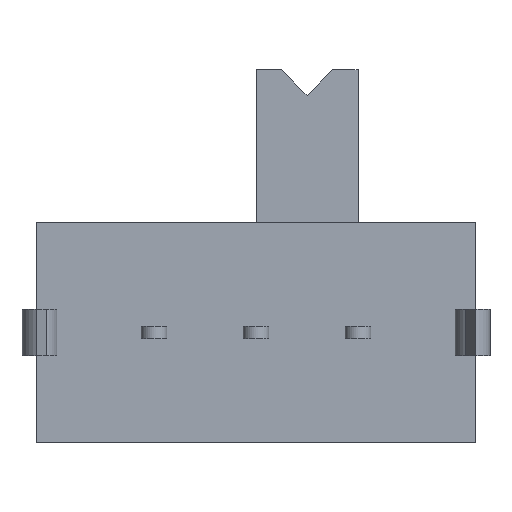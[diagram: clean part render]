
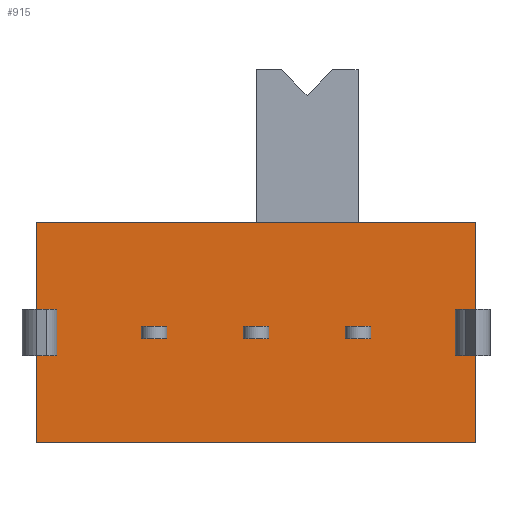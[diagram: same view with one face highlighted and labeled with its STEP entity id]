
A CAD part, front view. The second image highlights one B-rep face of the part: STEP entity #915.
In plain terms, the highlighted planar face has unit normal (0, -1, 0).
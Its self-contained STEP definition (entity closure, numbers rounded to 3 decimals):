
#36=FACE_BOUND('',#120,.T.);
#37=FACE_BOUND('',#121,.T.);
#38=FACE_BOUND('',#122,.T.);
#70=FACE_OUTER_BOUND('',#119,.T.);
#119=EDGE_LOOP('',(#631,#632,#633,#634,#635,#636,#637,#638,#639,#640,#641,
#642));
#120=EDGE_LOOP('',(#643,#644,#645,#646));
#121=EDGE_LOOP('',(#647,#648,#649,#650));
#122=EDGE_LOOP('',(#651,#652,#653,#654));
#171=LINE('',#1315,#271);
#188=LINE('',#1355,#288);
#190=LINE('',#1359,#290);
#194=LINE('',#1367,#294);
#195=LINE('',#1369,#295);
#196=LINE('',#1371,#296);
#197=LINE('',#1373,#297);
#198=LINE('',#1375,#298);
#199=LINE('',#1377,#299);
#200=LINE('',#1378,#300);
#201=LINE('',#1380,#301);
#202=LINE('',#1381,#302);
#203=LINE('',#1384,#303);
#204=LINE('',#1386,#304);
#205=LINE('',#1388,#305);
#206=LINE('',#1389,#306);
#207=LINE('',#1392,#307);
#208=LINE('',#1394,#308);
#209=LINE('',#1396,#309);
#210=LINE('',#1397,#310);
#211=LINE('',#1400,#311);
#212=LINE('',#1402,#312);
#213=LINE('',#1404,#313);
#214=LINE('',#1405,#314);
#271=VECTOR('',#1053,8.6);
#288=VECTOR('',#1096,1.695);
#290=VECTOR('',#1098,1.695);
#294=VECTOR('',#1104,0.4);
#295=VECTOR('',#1105,8.6);
#296=VECTOR('',#1106,1.695);
#297=VECTOR('',#1107,0.4);
#298=VECTOR('',#1108,0.91);
#299=VECTOR('',#1109,0.4);
#300=VECTOR('',#1110,1.695);
#301=VECTOR('',#1111,0.4);
#302=VECTOR('',#1112,0.91);
#303=VECTOR('',#1113,0.5);
#304=VECTOR('',#1114,0.24);
#305=VECTOR('',#1115,0.5);
#306=VECTOR('',#1116,0.24);
#307=VECTOR('',#1117,0.5);
#308=VECTOR('',#1118,0.24);
#309=VECTOR('',#1119,0.5);
#310=VECTOR('',#1120,0.24);
#311=VECTOR('',#1121,0.24);
#312=VECTOR('',#1122,0.5);
#313=VECTOR('',#1123,0.24);
#314=VECTOR('',#1124,0.5);
#370=VERTEX_POINT('',#1312);
#371=VERTEX_POINT('',#1314);
#381=VERTEX_POINT('',#1354);
#382=VERTEX_POINT('',#1356);
#383=VERTEX_POINT('',#1358);
#386=VERTEX_POINT('',#1366);
#387=VERTEX_POINT('',#1368);
#388=VERTEX_POINT('',#1370);
#389=VERTEX_POINT('',#1372);
#390=VERTEX_POINT('',#1374);
#391=VERTEX_POINT('',#1376);
#392=VERTEX_POINT('',#1379);
#393=VERTEX_POINT('',#1382);
#394=VERTEX_POINT('',#1383);
#395=VERTEX_POINT('',#1385);
#396=VERTEX_POINT('',#1387);
#397=VERTEX_POINT('',#1390);
#398=VERTEX_POINT('',#1391);
#399=VERTEX_POINT('',#1393);
#400=VERTEX_POINT('',#1395);
#401=VERTEX_POINT('',#1398);
#402=VERTEX_POINT('',#1399);
#403=VERTEX_POINT('',#1401);
#404=VERTEX_POINT('',#1403);
#453=EDGE_CURVE('',#370,#371,#171,.T.);
#473=EDGE_CURVE('',#370,#381,#188,.T.);
#475=EDGE_CURVE('',#383,#382,#190,.T.);
#479=EDGE_CURVE('',#383,#386,#194,.T.);
#480=EDGE_CURVE('',#382,#387,#195,.T.);
#481=EDGE_CURVE('',#388,#387,#196,.T.);
#482=EDGE_CURVE('',#388,#389,#197,.T.);
#483=EDGE_CURVE('',#389,#390,#198,.T.);
#484=EDGE_CURVE('',#391,#390,#199,.T.);
#485=EDGE_CURVE('',#371,#391,#200,.T.);
#486=EDGE_CURVE('',#381,#392,#201,.T.);
#487=EDGE_CURVE('',#386,#392,#202,.T.);
#488=EDGE_CURVE('',#393,#394,#203,.T.);
#489=EDGE_CURVE('',#395,#393,#204,.T.);
#490=EDGE_CURVE('',#396,#395,#205,.T.);
#491=EDGE_CURVE('',#394,#396,#206,.T.);
#492=EDGE_CURVE('',#397,#398,#207,.T.);
#493=EDGE_CURVE('',#399,#397,#208,.T.);
#494=EDGE_CURVE('',#400,#399,#209,.T.);
#495=EDGE_CURVE('',#398,#400,#210,.T.);
#496=EDGE_CURVE('',#401,#402,#211,.T.);
#497=EDGE_CURVE('',#403,#401,#212,.T.);
#498=EDGE_CURVE('',#404,#403,#213,.T.);
#499=EDGE_CURVE('',#402,#404,#214,.T.);
#631=ORIENTED_EDGE('',*,*,#479,.F.);
#632=ORIENTED_EDGE('',*,*,#475,.T.);
#633=ORIENTED_EDGE('',*,*,#480,.T.);
#634=ORIENTED_EDGE('',*,*,#481,.F.);
#635=ORIENTED_EDGE('',*,*,#482,.T.);
#636=ORIENTED_EDGE('',*,*,#483,.T.);
#637=ORIENTED_EDGE('',*,*,#484,.F.);
#638=ORIENTED_EDGE('',*,*,#485,.F.);
#639=ORIENTED_EDGE('',*,*,#453,.F.);
#640=ORIENTED_EDGE('',*,*,#473,.T.);
#641=ORIENTED_EDGE('',*,*,#486,.T.);
#642=ORIENTED_EDGE('',*,*,#487,.F.);
#643=ORIENTED_EDGE('',*,*,#488,.F.);
#644=ORIENTED_EDGE('',*,*,#489,.F.);
#645=ORIENTED_EDGE('',*,*,#490,.F.);
#646=ORIENTED_EDGE('',*,*,#491,.F.);
#647=ORIENTED_EDGE('',*,*,#492,.F.);
#648=ORIENTED_EDGE('',*,*,#493,.F.);
#649=ORIENTED_EDGE('',*,*,#494,.F.);
#650=ORIENTED_EDGE('',*,*,#495,.F.);
#651=ORIENTED_EDGE('',*,*,#496,.F.);
#652=ORIENTED_EDGE('',*,*,#497,.F.);
#653=ORIENTED_EDGE('',*,*,#498,.F.);
#654=ORIENTED_EDGE('',*,*,#499,.F.);
#829=PLANE('',#975);
#915=ADVANCED_FACE('',(#70,#36,#37,#38),#829,.T.);
#975=AXIS2_PLACEMENT_3D('',#1365,#1102,#1103);
#1053=DIRECTION('',(1.,0.,0.));
#1096=DIRECTION('',(0.,0.,-1.));
#1098=DIRECTION('',(0.,0.,-1.));
#1102=DIRECTION('center_axis',(0.,-1.,0.));
#1103=DIRECTION('ref_axis',(0.,0.,-1.));
#1104=DIRECTION('',(1.,0.,0.));
#1105=DIRECTION('',(1.,0.,0.));
#1106=DIRECTION('',(0.,0.,-1.));
#1107=DIRECTION('',(-1.,0.,0.));
#1108=DIRECTION('',(0.,0.,1.));
#1109=DIRECTION('',(-1.,0.,0.));
#1110=DIRECTION('',(0.,0.,-1.));
#1111=DIRECTION('',(1.,0.,0.));
#1112=DIRECTION('',(0.,0.,1.));
#1113=DIRECTION('',(-1.,0.,0.));
#1114=DIRECTION('',(0.,0.,1.));
#1115=DIRECTION('',(1.,0.,0.));
#1116=DIRECTION('',(0.,0.,-1.));
#1117=DIRECTION('',(-1.,0.,0.));
#1118=DIRECTION('',(0.,0.,1.));
#1119=DIRECTION('',(1.,0.,0.));
#1120=DIRECTION('',(0.,0.,-1.));
#1121=DIRECTION('',(0.,0.,-1.));
#1122=DIRECTION('',(-1.,0.,0.));
#1123=DIRECTION('',(0.,0.,1.));
#1124=DIRECTION('',(1.,0.,0.));
#1312=CARTESIAN_POINT('',(-4.3,-2.,0.));
#1314=CARTESIAN_POINT('',(4.3,-2.,0.));
#1315=CARTESIAN_POINT('',(-4.3,-2.,0.));
#1354=CARTESIAN_POINT('',(-4.3,-2.,-1.695));
#1355=CARTESIAN_POINT('',(-4.3,-2.,0.));
#1356=CARTESIAN_POINT('',(-4.3,-2.,-4.3));
#1358=CARTESIAN_POINT('',(-4.3,-2.,-2.605));
#1359=CARTESIAN_POINT('',(-4.3,-2.,-2.605));
#1365=CARTESIAN_POINT('Origin',(-4.3,-2.,0.));
#1366=CARTESIAN_POINT('',(-3.9,-2.,-2.605));
#1367=CARTESIAN_POINT('',(-4.3,-2.,-2.605));
#1368=CARTESIAN_POINT('',(4.3,-2.,-4.3));
#1369=CARTESIAN_POINT('',(-4.3,-2.,-4.3));
#1370=CARTESIAN_POINT('',(4.3,-2.,-2.605));
#1371=CARTESIAN_POINT('',(4.3,-2.,-2.605));
#1372=CARTESIAN_POINT('',(3.9,-2.,-2.605));
#1373=CARTESIAN_POINT('',(4.3,-2.,-2.605));
#1374=CARTESIAN_POINT('',(3.9,-2.,-1.695));
#1375=CARTESIAN_POINT('',(3.9,-2.,-2.605));
#1376=CARTESIAN_POINT('',(4.3,-2.,-1.695));
#1377=CARTESIAN_POINT('',(4.3,-2.,-1.695));
#1378=CARTESIAN_POINT('',(4.3,-2.,0.));
#1379=CARTESIAN_POINT('',(-3.9,-2.,-1.695));
#1380=CARTESIAN_POINT('',(-4.3,-2.,-1.695));
#1381=CARTESIAN_POINT('',(-3.9,-2.,-2.605));
#1382=CARTESIAN_POINT('',(2.25,-2.,-2.03));
#1383=CARTESIAN_POINT('',(1.75,-2.,-2.03));
#1384=CARTESIAN_POINT('',(2.25,-2.,-2.03));
#1385=CARTESIAN_POINT('',(2.25,-2.,-2.27));
#1386=CARTESIAN_POINT('',(2.25,-2.,-2.27));
#1387=CARTESIAN_POINT('',(1.75,-2.,-2.27));
#1388=CARTESIAN_POINT('',(1.75,-2.,-2.27));
#1389=CARTESIAN_POINT('',(1.75,-2.,-2.03));
#1390=CARTESIAN_POINT('',(0.25,-2.,-2.03));
#1391=CARTESIAN_POINT('',(-0.25,-2.,-2.03));
#1392=CARTESIAN_POINT('',(0.25,-2.,-2.03));
#1393=CARTESIAN_POINT('',(0.25,-2.,-2.27));
#1394=CARTESIAN_POINT('',(0.25,-2.,-2.27));
#1395=CARTESIAN_POINT('',(-0.25,-2.,-2.27));
#1396=CARTESIAN_POINT('',(-0.25,-2.,-2.27));
#1397=CARTESIAN_POINT('',(-0.25,-2.,-2.03));
#1398=CARTESIAN_POINT('',(-2.25,-2.,-2.03));
#1399=CARTESIAN_POINT('',(-2.25,-2.,-2.27));
#1400=CARTESIAN_POINT('',(-2.25,-2.,-2.03));
#1401=CARTESIAN_POINT('',(-1.75,-2.,-2.03));
#1402=CARTESIAN_POINT('',(-1.75,-2.,-2.03));
#1403=CARTESIAN_POINT('',(-1.75,-2.,-2.27));
#1404=CARTESIAN_POINT('',(-1.75,-2.,-2.27));
#1405=CARTESIAN_POINT('',(-2.25,-2.,-2.27));
